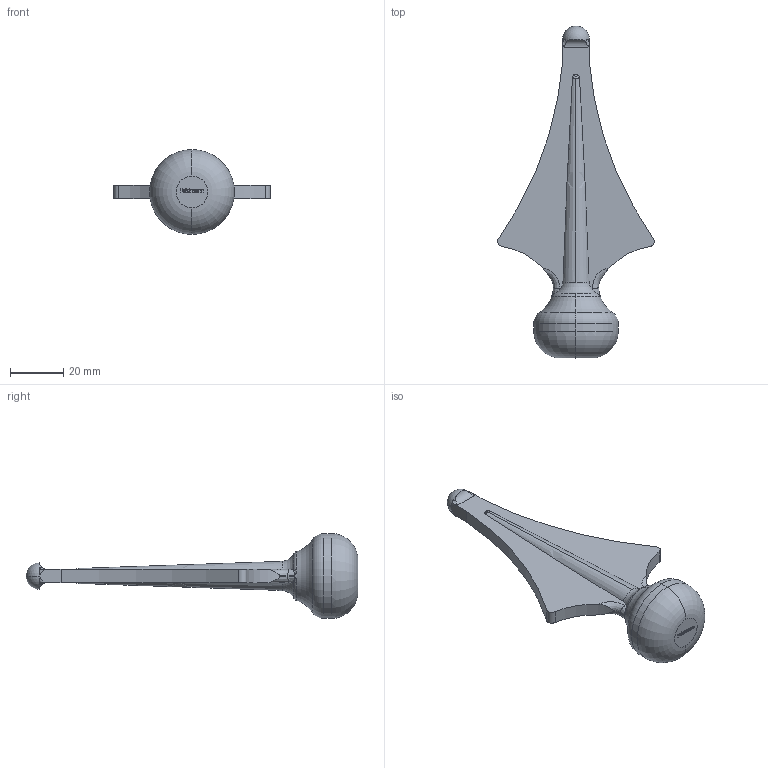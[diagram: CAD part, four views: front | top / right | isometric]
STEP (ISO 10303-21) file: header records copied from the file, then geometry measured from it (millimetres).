
FILE_DESCRIPTION (( 'STEP AP203' ), '1' );
FILE_NAME ('1386-12.step', '2015-09-17T14:43:44', ( '' ), ( '' ), 'SwSTEP 2.0', 'SolidWorks 2015', '' );
FILE_SCHEMA (( 'CONFIG_CONTROL_DESIGN' ));
Length unit declared in the file: millimetre
Products named in the file (1): 1386-12
Bounding box: 59 x 125.2 x 32 mm (x, y, z)
Volume: 29009.8 mm3; surface area: 9398.5 mm2
Topology: 1 solids, 1 shells, 180 faces, 495 edges, 316 vertices
Faces by surface type: plane 70, bspline 70, torus 22, cylinder 13, cone 3, sphere 2
Entity records: 11437 total; most frequent: CARTESIAN_POINT 7379, ORIENTED_EDGE 962, DIRECTION 598, EDGE_CURVE 481, VERTEX_POINT 314, VECTOR 228, LINE 228, EDGE_LOOP 191
